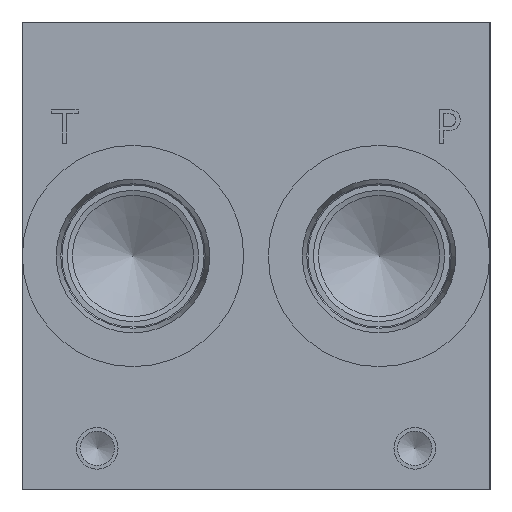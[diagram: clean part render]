
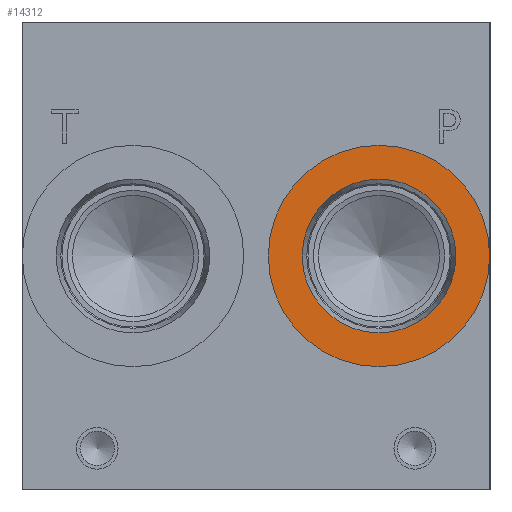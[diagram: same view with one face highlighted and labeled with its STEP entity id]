
A CAD part, left-side view. The second image highlights one B-rep face of the part: STEP entity #14312.
In plain terms, the highlighted planar face has unit normal (-1, 0, 0).
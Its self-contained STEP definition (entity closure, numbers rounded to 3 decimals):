
#466=CIRCLE('',#15179,21.019);
#467=CIRCLE('',#15180,21.019);
#468=CIRCLE('',#15182,14.592);
#469=CIRCLE('',#15183,14.592);
#602=FACE_BOUND('',#2560,.T.);
#1015=PLANE('',#15181);
#1730=FACE_OUTER_BOUND('',#2559,.T.);
#2559=EDGE_LOOP('',(#12680,#12681));
#2560=EDGE_LOOP('',(#12682,#12683));
#6872=VERTEX_POINT('',#24665);
#6873=VERTEX_POINT('',#24667);
#6874=VERTEX_POINT('',#24671);
#6875=VERTEX_POINT('',#24672);
#8843=EDGE_CURVE('',#6872,#6873,#466,.T.);
#8844=EDGE_CURVE('',#6873,#6872,#467,.T.);
#8845=EDGE_CURVE('',#6874,#6875,#468,.T.);
#8846=EDGE_CURVE('',#6875,#6874,#469,.T.);
#12680=ORIENTED_EDGE('',*,*,#8844,.F.);
#12681=ORIENTED_EDGE('',*,*,#8843,.F.);
#12682=ORIENTED_EDGE('',*,*,#8845,.T.);
#12683=ORIENTED_EDGE('',*,*,#8846,.T.);
#14312=ADVANCED_FACE('',(#1730,#602),#1015,.F.);
#15179=AXIS2_PLACEMENT_3D('',#24668,#18153,#18154);
#15180=AXIS2_PLACEMENT_3D('',#24669,#18155,#18156);
#15181=AXIS2_PLACEMENT_3D('',#24670,#18157,#18158);
#15182=AXIS2_PLACEMENT_3D('',#24673,#18159,#18160);
#15183=AXIS2_PLACEMENT_3D('',#24674,#18161,#18162);
#18153=DIRECTION('center_axis',(1.,0.,0.));
#18154=DIRECTION('ref_axis',(0.,0.,-1.));
#18155=DIRECTION('center_axis',(1.,0.,0.));
#18156=DIRECTION('ref_axis',(0.,0.,-1.));
#18157=DIRECTION('center_axis',(1.,0.,0.));
#18158=DIRECTION('ref_axis',(0.,0.,-1.));
#18159=DIRECTION('center_axis',(1.,0.,0.));
#18160=DIRECTION('ref_axis',(0.,0.,-1.));
#18161=DIRECTION('center_axis',(1.,0.,0.));
#18162=DIRECTION('ref_axis',(0.,0.,-1.));
#24665=CARTESIAN_POINT('',(0.787,21.082,23.432));
#24667=CARTESIAN_POINT('',(0.787,21.082,65.469));
#24668=CARTESIAN_POINT('Origin',(0.787,21.082,44.45));
#24669=CARTESIAN_POINT('Origin',(0.787,21.082,44.45));
#24670=CARTESIAN_POINT('Origin',(0.787,21.082,59.042));
#24671=CARTESIAN_POINT('',(0.787,21.082,59.042));
#24672=CARTESIAN_POINT('',(0.787,21.082,29.858));
#24673=CARTESIAN_POINT('Origin',(0.787,21.082,44.45));
#24674=CARTESIAN_POINT('Origin',(0.787,21.082,44.45));
